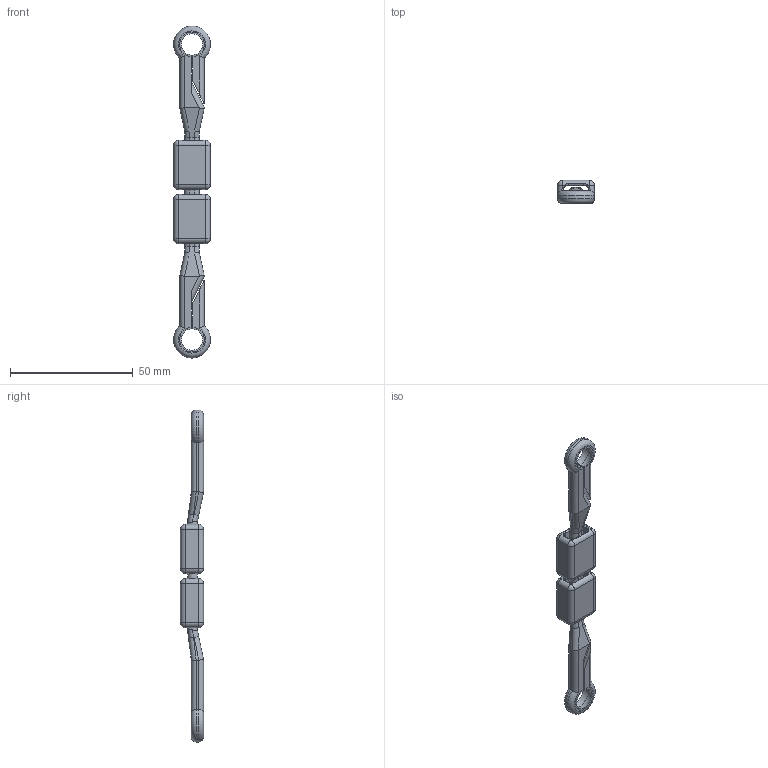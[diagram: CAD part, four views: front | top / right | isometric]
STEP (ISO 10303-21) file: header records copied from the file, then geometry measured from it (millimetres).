
FILE_DESCRIPTION(/* description */ (''),/* implementation_level */ '2;1');
FILE_NAME(/* name */ 'forearm.step',/* time_stamp */ '2024-02-25T14:40:53-08:00',/* author */ (''),/* organization */ (''),/* preprocessor_version */ 'ST-DEVELOPER v20',/* originating_system */ 'Autodesk Translation Framework v12.14.0.127',/* authorisation */ '');
FILE_SCHEMA (('AUTOMOTIVE_DESIGN { 1 0 10303 214 3 1 1 }'));
Length unit declared in the file: millimetre
Products named in the file (1): delta arms
Bounding box: 15 x 9.4 x 135 mm (x, y, z)
Volume: 7375.9 mm3; surface area: 7278.5 mm2
Topology: 7 solids, 7 shells, 224 faces, 518 edges, 304 vertices
Faces by surface type: cylinder 86, plane 74, bspline 24, torus 20, sphere 20
Entity records: 7175 total; most frequent: CARTESIAN_POINT 2131, DIRECTION 1068, ORIENTED_EDGE 1036, EDGE_CURVE 518, AXIS2_PLACEMENT_3D 419, VERTEX_POINT 304, LINE 230, VECTOR 230
